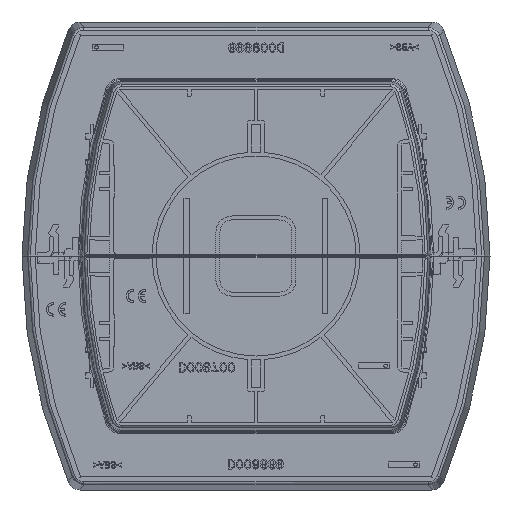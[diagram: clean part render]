
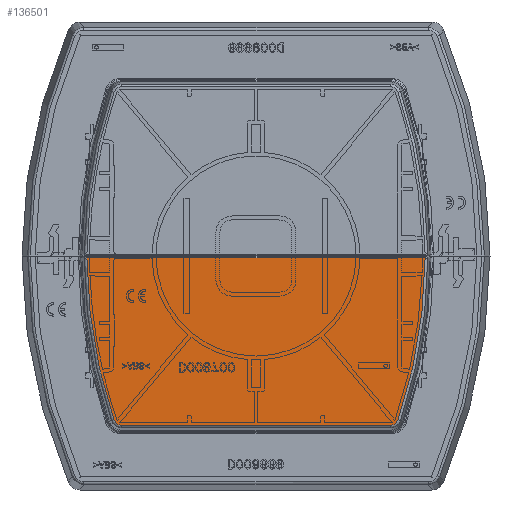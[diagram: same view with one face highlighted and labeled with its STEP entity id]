
A CAD part, left-side view. The second image highlights one B-rep face of the part: STEP entity #136501.
In plain terms, the highlighted planar face has unit normal (-1, 0, 0).
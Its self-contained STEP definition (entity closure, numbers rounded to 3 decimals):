
#136452=AXIS2_PLACEMENT_3D('Circle Axis2P3D',#136450,#136451,$) ;
#136465=AXIS2_PLACEMENT_3D('Plane Axis2P3D',#136462,#136463,#136464) ;
#136469=AXIS2_PLACEMENT_3D('Circle Axis2P3D',#136467,#136468,$) ;
#136483=AXIS2_PLACEMENT_3D('Circle Axis2P3D',#136481,#136482,$) ;
#136490=AXIS2_PLACEMENT_3D('Circle Axis2P3D',#136488,#136489,$) ;
#133108=CARTESIAN_POINT('Vertex',(-2.5,63.41,-11.75)) ;
#133200=CARTESIAN_POINT('Line Origine',(-2.5,0.,-11.75)) ;
#133204=CARTESIAN_POINT('Vertex',(-2.5,-63.41,-11.75)) ;
#136447=CARTESIAN_POINT('Vertex',(-2.5,53.267,-72.402)) ;
#136450=CARTESIAN_POINT('Axis2P3D Location',(-2.5,-127.5,-11.)) ;
#136462=CARTESIAN_POINT('Axis2P3D Location',(-2.5,0.,-11.)) ;
#136467=CARTESIAN_POINT('Axis2P3D Location',(-2.5,50.463,-71.45)) ;
#136471=CARTESIAN_POINT('Vertex',(-2.5,50.463,-74.411)) ;
#136474=CARTESIAN_POINT('Line Origine',(-2.5,0.,-74.411)) ;
#136478=CARTESIAN_POINT('Vertex',(-2.5,-50.463,-74.411)) ;
#136481=CARTESIAN_POINT('Axis2P3D Location',(-2.5,-50.463,-71.45)) ;
#136485=CARTESIAN_POINT('Vertex',(-2.5,-53.267,-72.402)) ;
#136488=CARTESIAN_POINT('Axis2P3D Location',(-2.5,127.5,-11.)) ;
#133201=DIRECTION('Vector Direction',(0.,-1.,0.)) ;
#136451=DIRECTION('Axis2P3D Direction',(1.,0.,0.)) ;
#136463=DIRECTION('Axis2P3D Direction',(1.,0.,0.)) ;
#136464=DIRECTION('Axis2P3D XDirection',(0.,-1.,0.)) ;
#136468=DIRECTION('Axis2P3D Direction',(1.,0.,0.)) ;
#136475=DIRECTION('Vector Direction',(0.,-1.,0.)) ;
#136482=DIRECTION('Axis2P3D Direction',(1.,0.,0.)) ;
#136489=DIRECTION('Axis2P3D Direction',(1.,0.,0.)) ;
#133202=VECTOR('Line Direction',#133201,1.) ;
#136476=VECTOR('Line Direction',#136475,1.) ;
#136494=ORIENTED_EDGE('',*,*,#133206,.T.) ;
#136495=ORIENTED_EDGE('',*,*,#136454,.T.) ;
#136496=ORIENTED_EDGE('',*,*,#136473,.T.) ;
#136497=ORIENTED_EDGE('',*,*,#136480,.T.) ;
#136498=ORIENTED_EDGE('',*,*,#136487,.T.) ;
#136499=ORIENTED_EDGE('',*,*,#136492,.T.) ;
#136501=ADVANCED_FACE('D009700.1\\Corps principal',(#136500),#136466,.F.) ;
#136453=CIRCLE('generated circle',#136452,190.911) ;
#136470=CIRCLE('generated circle',#136469,2.961) ;
#136484=CIRCLE('generated circle',#136483,2.961) ;
#136491=CIRCLE('generated circle',#136490,190.911) ;
#133206=EDGE_CURVE('',#133205,#133109,#133203,.F.) ;
#136454=EDGE_CURVE('',#133109,#136448,#136453,.F.) ;
#136473=EDGE_CURVE('',#136448,#136472,#136470,.F.) ;
#136480=EDGE_CURVE('',#136472,#136479,#136477,.T.) ;
#136487=EDGE_CURVE('',#136479,#136486,#136484,.F.) ;
#136492=EDGE_CURVE('',#136486,#133205,#136491,.F.) ;
#136493=EDGE_LOOP('',(#136494,#136495,#136496,#136497,#136498,#136499)) ;
#136500=FACE_OUTER_BOUND('',#136493,.T.) ;
#133203=LINE('Line',#133200,#133202) ;
#136477=LINE('Line',#136474,#136476) ;
#136466=PLANE('',#136465) ;
#133109=VERTEX_POINT('',#133108) ;
#133205=VERTEX_POINT('',#133204) ;
#136448=VERTEX_POINT('',#136447) ;
#136472=VERTEX_POINT('',#136471) ;
#136479=VERTEX_POINT('',#136478) ;
#136486=VERTEX_POINT('',#136485) ;
